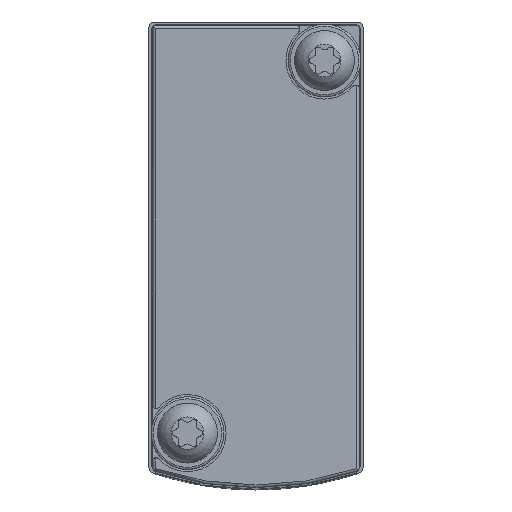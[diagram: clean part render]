
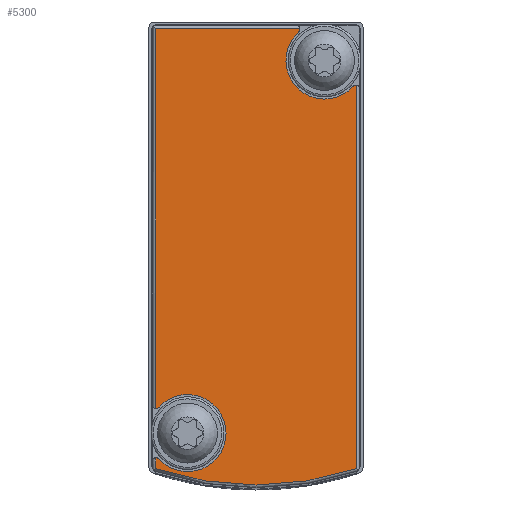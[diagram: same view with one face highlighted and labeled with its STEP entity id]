
A CAD part, front view. The second image highlights one B-rep face of the part: STEP entity #5300.
In plain terms, the highlighted planar face has unit normal (0, -1, 0).
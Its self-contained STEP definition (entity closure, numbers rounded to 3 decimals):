
#103=PLANE('',#5567);
#201=CIRCLE('',#5568,0.4);
#202=CIRCLE('',#5569,3.6);
#203=CIRCLE('',#5570,0.4);
#204=CIRCLE('',#5571,29.537);
#205=CIRCLE('',#5572,0.4);
#206=CIRCLE('',#5573,3.6);
#207=CIRCLE('',#5574,0.4);
#448=LINE('',#7430,#679);
#449=LINE('',#7439,#680);
#450=LINE('',#7443,#681);
#451=LINE('',#7451,#682);
#679=VECTOR('',#6102,1000.);
#680=VECTOR('',#6109,1000.);
#681=VECTOR('',#6112,1000.);
#682=VECTOR('',#6119,1000.);
#934=ORIENTED_EDGE('',*,*,#1986,.T.);
#935=ORIENTED_EDGE('',*,*,#1987,.F.);
#936=ORIENTED_EDGE('',*,*,#1988,.T.);
#937=ORIENTED_EDGE('',*,*,#1989,.F.);
#938=ORIENTED_EDGE('',*,*,#1990,.T.);
#939=ORIENTED_EDGE('',*,*,#1991,.T.);
#940=ORIENTED_EDGE('',*,*,#1992,.F.);
#941=ORIENTED_EDGE('',*,*,#1993,.F.);
#942=ORIENTED_EDGE('',*,*,#1994,.T.);
#943=ORIENTED_EDGE('',*,*,#1995,.F.);
#944=ORIENTED_EDGE('',*,*,#1996,.T.);
#1986=EDGE_CURVE('',#2509,#2510,#448,.F.);
#1987=EDGE_CURVE('',#2511,#2510,#201,.T.);
#1988=EDGE_CURVE('',#2511,#2512,#202,.T.);
#1989=EDGE_CURVE('',#2513,#2512,#203,.T.);
#1990=EDGE_CURVE('',#2513,#2514,#449,.F.);
#1991=EDGE_CURVE('',#2514,#2515,#204,.T.);
#1992=EDGE_CURVE('',#2516,#2515,#450,.F.);
#1993=EDGE_CURVE('',#2517,#2516,#205,.T.);
#1994=EDGE_CURVE('',#2517,#2518,#206,.T.);
#1995=EDGE_CURVE('',#2519,#2518,#207,.T.);
#1996=EDGE_CURVE('',#2519,#2509,#451,.T.);
#2509=VERTEX_POINT('',#7431);
#2510=VERTEX_POINT('',#7432);
#2511=VERTEX_POINT('',#7434);
#2512=VERTEX_POINT('',#7436);
#2513=VERTEX_POINT('',#7438);
#2514=VERTEX_POINT('',#7440);
#2515=VERTEX_POINT('',#7442);
#2516=VERTEX_POINT('',#7444);
#2517=VERTEX_POINT('',#7446);
#2518=VERTEX_POINT('',#7448);
#2519=VERTEX_POINT('',#7450);
#2916=EDGE_LOOP('',(#934,#935,#936,#937,#938,#939,#940,#941,#942,#943,#944));
#3265=FACE_BOUND('',#2916,.T.);
#5300=ADVANCED_FACE('',(#3265),#103,.F.);
#5567=AXIS2_PLACEMENT_3D('',#7429,#6100,#6101);
#5568=AXIS2_PLACEMENT_3D('',#7433,#6103,#6104);
#5569=AXIS2_PLACEMENT_3D('',#7435,#6105,#6106);
#5570=AXIS2_PLACEMENT_3D('',#7437,#6107,#6108);
#5571=AXIS2_PLACEMENT_3D('',#7441,#6110,#6111);
#5572=AXIS2_PLACEMENT_3D('',#7445,#6113,#6114);
#5573=AXIS2_PLACEMENT_3D('',#7447,#6115,#6116);
#5574=AXIS2_PLACEMENT_3D('',#7449,#6117,#6118);
#6100=DIRECTION('',(0.,1.,0.));
#6101=DIRECTION('',(0.,0.,1.));
#6102=DIRECTION('',(-1.,0.,0.));
#6103=DIRECTION('',(0.,1.,0.));
#6104=DIRECTION('',(1.,0.,0.));
#6105=DIRECTION('',(0.,1.,0.));
#6106=DIRECTION('',(1.,0.,0.));
#6107=DIRECTION('',(0.,1.,0.));
#6108=DIRECTION('',(1.,0.,0.));
#6109=DIRECTION('',(-1.,0.,0.));
#6110=DIRECTION('',(0.,-1.,0.));
#6111=DIRECTION('',(0.,0.,-1.));
#6112=DIRECTION('',(-1.,0.,0.));
#6113=DIRECTION('',(0.,1.,0.));
#6114=DIRECTION('',(1.,0.,0.));
#6115=DIRECTION('',(0.,1.,0.));
#6116=DIRECTION('',(1.,0.,0.));
#6117=DIRECTION('',(0.,1.,0.));
#6118=DIRECTION('',(1.,0.,0.));
#6119=DIRECTION('',(0.,0.,-1.));
#7429=CARTESIAN_POINT('',(-20.25,-13.2,-9.25));
#7430=CARTESIAN_POINT('',(25.,-13.2,-9.387));
#7431=CARTESIAN_POINT('',(-20.387,-13.2,-9.387));
#7432=CARTESIAN_POINT('',(15.097,-13.2,-9.387));
#7433=CARTESIAN_POINT('',(14.699,-13.2,-9.35));
#7434=CARTESIAN_POINT('',(14.969,-13.2,-9.055));
#7435=CARTESIAN_POINT('',(17.4,-13.2,-6.4));
#7436=CARTESIAN_POINT('',(19.831,-13.2,-9.055));
#7437=CARTESIAN_POINT('',(20.101,-13.2,-9.35));
#7438=CARTESIAN_POINT('',(19.703,-13.2,-9.387));
#7439=CARTESIAN_POINT('',(25.,-13.2,-9.387));
#7440=CARTESIAN_POINT('',(20.722,-13.2,-9.387));
#7441=CARTESIAN_POINT('',(-7.284,-13.2,0.));
#7442=CARTESIAN_POINT('',(20.722,-13.2,9.387));
#7443=CARTESIAN_POINT('',(25.,-13.2,9.387));
#7444=CARTESIAN_POINT('',(-15.097,-13.2,9.387));
#7445=CARTESIAN_POINT('',(-14.699,-13.2,9.35));
#7446=CARTESIAN_POINT('',(-14.969,-13.2,9.055));
#7447=CARTESIAN_POINT('',(-17.4,-13.2,6.4));
#7448=CARTESIAN_POINT('',(-20.055,-13.2,3.969));
#7449=CARTESIAN_POINT('',(-20.35,-13.2,3.699));
#7450=CARTESIAN_POINT('',(-20.387,-13.2,4.097));
#7451=CARTESIAN_POINT('',(-20.387,-13.2,10.));
